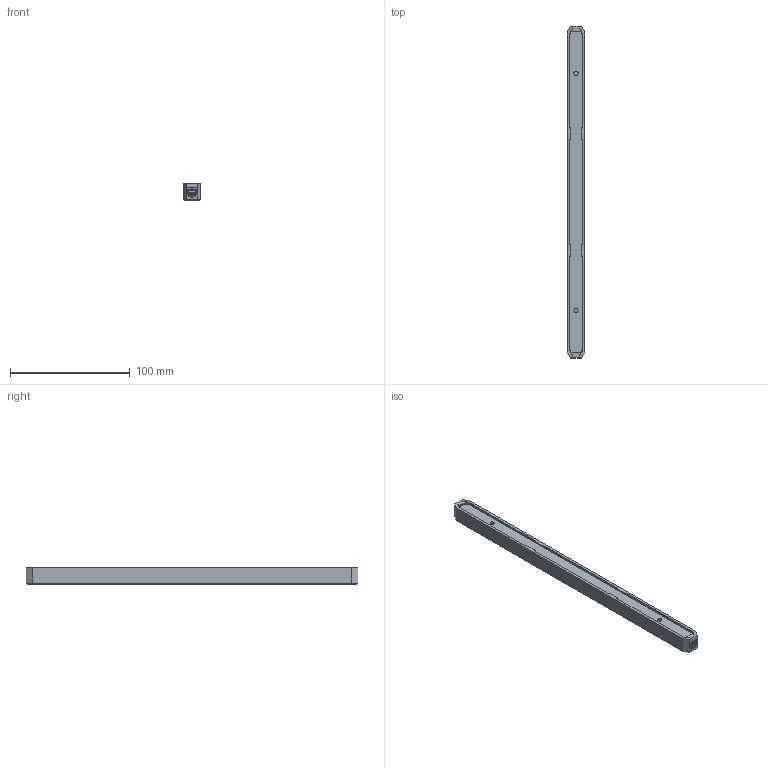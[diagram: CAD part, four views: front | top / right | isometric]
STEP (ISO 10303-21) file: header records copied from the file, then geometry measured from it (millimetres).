
FILE_DESCRIPTION(/* description */ ('Unknown'),/* implementation_level */ '2;1');
FILE_NAME(/* name */ 'Daylight_Stick_Diffuser',/* time_stamp */ '2022-07-21T13:21:25-04:00',/* author */ ('Unknown'),/* organization */ ('Unknown'),/* preprocessor_version */ 'ST-DEVELOPER v18.1',/* originating_system */ 'Solid Edge',/* authorisation */ 'Unknown');
FILE_SCHEMA (('AUTOMOTIVE_DESIGN {1 0 10303 214 3 1 1}'));
Length unit declared in the file: millimetre
Products named in the file (3): Diffuser Cover Assembly; Stick Board; Diffuser Body
Assembly tree (2 placements, depth 2):
  Diffuser Cover Assembly
    Stick Board
    Diffuser Body
Bounding box: 15 x 277 x 14 mm (x, y, z)
Volume: 24644.1 mm3; surface area: 30707.4 mm2
Topology: 2 solids, 2 shells, 126 faces, 326 edges, 214 vertices
Faces by surface type: plane 116, cylinder 10
Full cylindrical faces by diameter (mm): 3.4 x2
Entity records: 4622 total; most frequent: CARTESIAN_POINT 663, ORIENTED_EDGE 644, DIRECTION 600, EDGE_CURVE 322, LINE 302, VECTOR 302, VERTEX_POINT 212, AXIS2_PLACEMENT_3D 149
